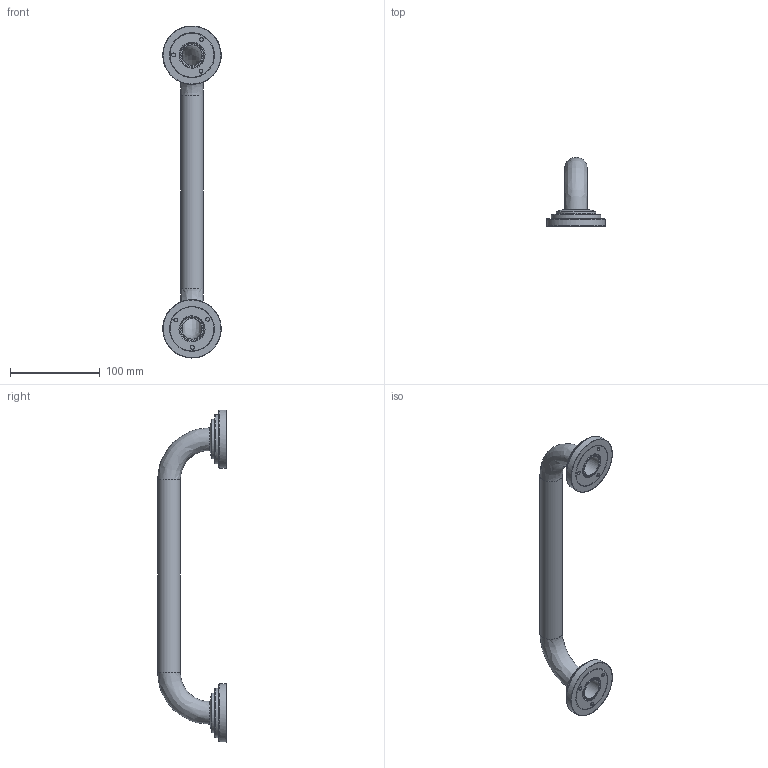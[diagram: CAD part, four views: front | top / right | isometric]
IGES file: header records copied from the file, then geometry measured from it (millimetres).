
Global section: file name: N7739-F; native system: Autodesk Inventor 2018; preprocessor: unknown; author: mgibbs; date: 20171128.124544; units: millimetre
Bounding box: 64.99 x 76.69 x 369.78 mm (x, y, z)
Volume: 106198.5 mm3; surface area: 102520.2 mm2
Topology: 11 solids, 11 shells, 132 faces, 376 edges, 270 vertices
Faces by surface type: bspline 132
